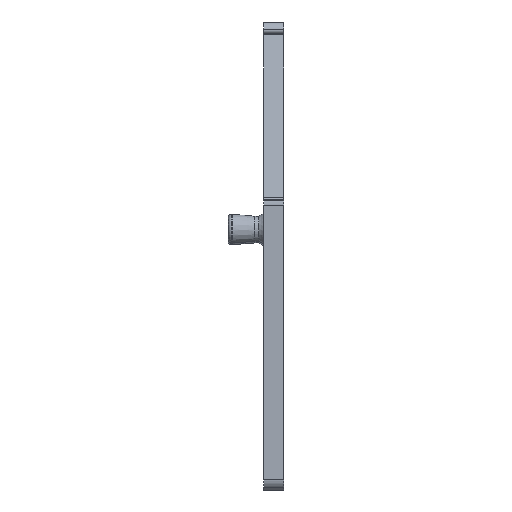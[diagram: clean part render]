
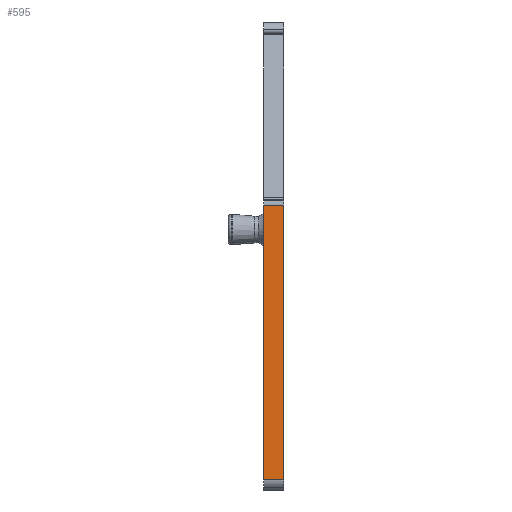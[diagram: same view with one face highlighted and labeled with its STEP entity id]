
A CAD part, front view. The second image highlights one B-rep face of the part: STEP entity #595.
In plain terms, the highlighted planar face has unit normal (0, -1, 0).
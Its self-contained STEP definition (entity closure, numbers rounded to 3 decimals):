
#575=AXIS2_PLACEMENT_3D('Plane Axis2P3D',#572,#573,#574) ;
#415=CARTESIAN_POINT('Vertex',(2.625,0.,0.75)) ;
#418=CARTESIAN_POINT('Line Origine',(2.625,0.,10.875)) ;
#422=CARTESIAN_POINT('Vertex',(2.625,0.,21.)) ;
#553=CARTESIAN_POINT('Line Origine',(3.375,0.,21.)) ;
#557=CARTESIAN_POINT('Vertex',(4.125,0.,21.)) ;
#572=CARTESIAN_POINT('Axis2P3D Location',(2.625,0.,0.75)) ;
#577=CARTESIAN_POINT('Line Origine',(3.375,0.,0.75)) ;
#581=CARTESIAN_POINT('Vertex',(4.125,0.,0.75)) ;
#584=CARTESIAN_POINT('Line Origine',(4.125,0.,10.875)) ;
#419=DIRECTION('Vector Direction',(0.,0.,1.)) ;
#554=DIRECTION('Vector Direction',(1.,0.,0.)) ;
#573=DIRECTION('Axis2P3D Direction',(0.,1.,0.)) ;
#574=DIRECTION('Axis2P3D XDirection',(0.,0.,1.)) ;
#578=DIRECTION('Vector Direction',(1.,0.,0.)) ;
#585=DIRECTION('Vector Direction',(0.,0.,1.)) ;
#420=VECTOR('Line Direction',#419,1.) ;
#555=VECTOR('Line Direction',#554,1.) ;
#579=VECTOR('Line Direction',#578,1.) ;
#586=VECTOR('Line Direction',#585,1.) ;
#590=ORIENTED_EDGE('',*,*,#559,.F.) ;
#591=ORIENTED_EDGE('',*,*,#424,.T.) ;
#592=ORIENTED_EDGE('',*,*,#583,.T.) ;
#593=ORIENTED_EDGE('',*,*,#588,.F.) ;
#595=ADVANCED_FACE('Hauptk\X2\00F6\X0\rper',(#594),#576,.F.) ;
#424=EDGE_CURVE('',#423,#416,#421,.F.) ;
#559=EDGE_CURVE('',#423,#558,#556,.T.) ;
#583=EDGE_CURVE('',#416,#582,#580,.T.) ;
#588=EDGE_CURVE('',#558,#582,#587,.F.) ;
#589=EDGE_LOOP('',(#590,#591,#592,#593)) ;
#594=FACE_OUTER_BOUND('',#589,.T.) ;
#421=LINE('Line',#418,#420) ;
#556=LINE('Line',#553,#555) ;
#580=LINE('Line',#577,#579) ;
#587=LINE('Line',#584,#586) ;
#576=PLANE('',#575) ;
#416=VERTEX_POINT('',#415) ;
#423=VERTEX_POINT('',#422) ;
#558=VERTEX_POINT('',#557) ;
#582=VERTEX_POINT('',#581) ;
